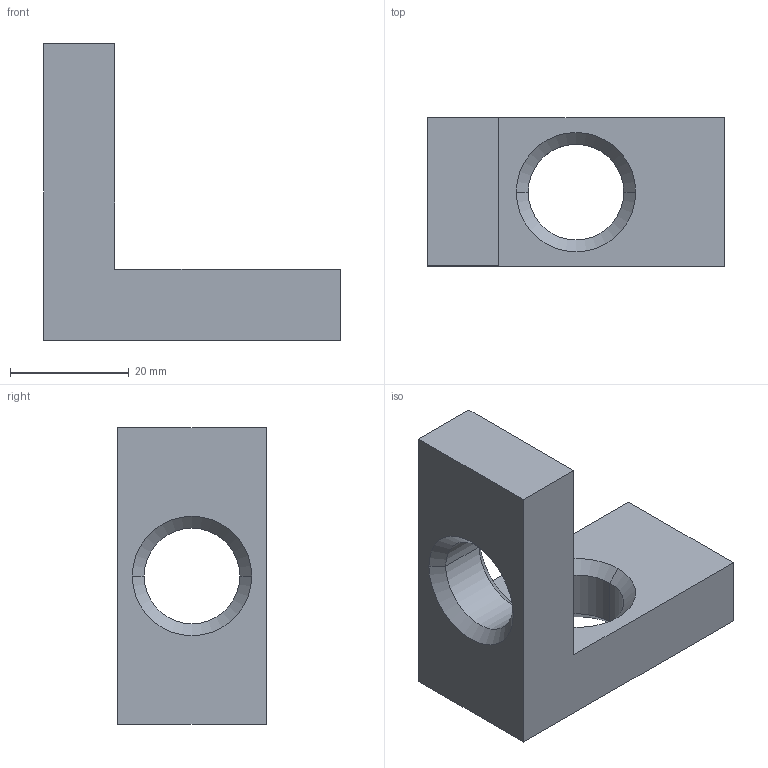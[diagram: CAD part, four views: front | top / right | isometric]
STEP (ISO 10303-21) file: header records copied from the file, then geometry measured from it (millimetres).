
FILE_DESCRIPTION(('STEP AP214'),'1');
FILE_NAME('160105.STP','2011-09-02T12:16:30',(' '),(' '),'Spatial InterOp 3D',' ',' ');
FILE_SCHEMA(('automotive_design'));
Length unit declared in the file: millimetre
Products named in the file (1): Quader
Bounding box: 50 x 25 x 50 mm (x, y, z)
Volume: 21075.9 mm3; surface area: 7295.4 mm2
Topology: 1 solids, 1 shells, 20 faces, 46 edges, 28 vertices
Faces by surface type: cone 8, plane 8, cylinder 4
Entity records: 754 total; most frequent: DIRECTION 104, CARTESIAN_POINT 95, ORIENTED_EDGE 92, EDGE_CURVE 46, AXIS2_PLACEMENT_3D 37, LINE 30, VECTOR 30, VERTEX_POINT 28
